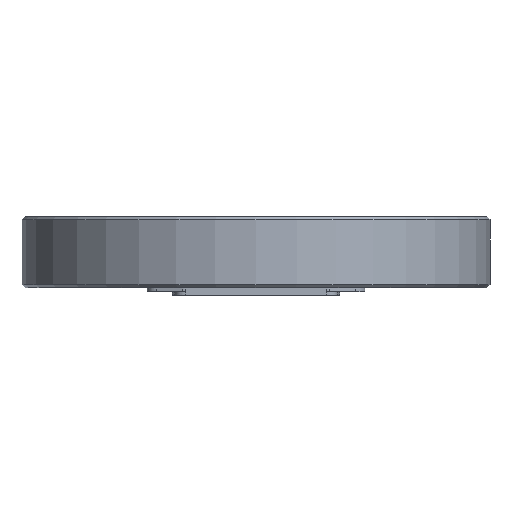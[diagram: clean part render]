
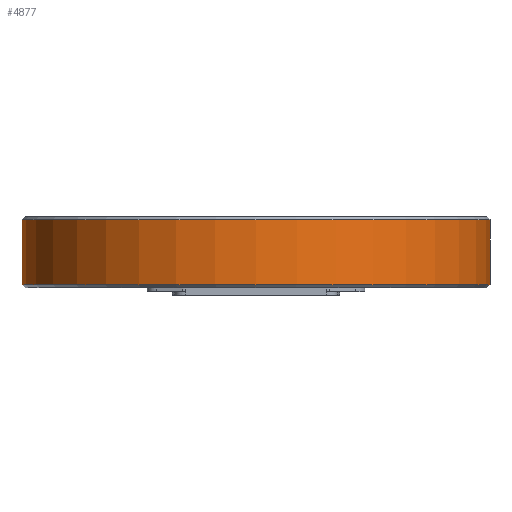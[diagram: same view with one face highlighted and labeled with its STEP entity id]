
A CAD part, front view. The second image highlights one B-rep face of the part: STEP entity #4877.
In plain terms, the highlighted cylindrical face has radius 56.769 mm (diameter 113.538 mm), a partial arc.
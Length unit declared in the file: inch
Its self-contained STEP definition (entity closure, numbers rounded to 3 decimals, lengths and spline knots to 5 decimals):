
#2654 = EDGE_LOOP ( 'NONE', ( #14913, #14834, #14885, #14601 ) ) ;
#4494 = EDGE_CURVE ( 'NONE', #26914, #31503, #4578, .T. ) ;
#4498 = EDGE_CURVE ( 'NONE', #26953, #19483, #4585, .T. ) ;
#4578 = LINE ( 'NONE', #38604, #4583 ) ;
#4583 = VECTOR ( 'NONE', #38602, 39.37008 ) ;
#4585 = LINE ( 'NONE', #38603, #4589 ) ;
#4589 = VECTOR ( 'NONE', #38611, 39.37008 ) ;
#4877 = ADVANCED_FACE ( 'NONE', ( #5007 ), #5035, .T. ) ;
#5007 = FACE_OUTER_BOUND ( 'NONE', #2654, .T. ) ;
#5035 = CYLINDRICAL_SURFACE ( 'NONE', #39984, 2.235 ) ;
#6915 = AXIS2_PLACEMENT_3D ( 'NONE', #7394, #7395, #7396 ) ;
#6941 = AXIS2_PLACEMENT_3D ( 'NONE', #7444, #7445, #7446 ) ;
#7394 = CARTESIAN_POINT ( 'NONE',  ( -1.31971, 1.57019, -0.20603 ) ) ;
#7395 = DIRECTION ( 'NONE',  ( 0., 0., -1. ) ) ;
#7396 = DIRECTION ( 'NONE',  ( 0., -1., 0. ) ) ;
#7444 = CARTESIAN_POINT ( 'NONE',  ( -1.31971, 1.57019, 0.41397 ) ) ;
#7445 = DIRECTION ( 'NONE',  ( 0., 0., -1. ) ) ;
#7446 = DIRECTION ( 'NONE',  ( 1., 0., 0. ) ) ;
#8575 = CARTESIAN_POINT ( 'NONE',  ( 0.91529, 1.57019, 0.41397 ) ) ;
#8907 = CARTESIAN_POINT ( 'NONE',  ( -3.55471, 1.57019, -0.20603 ) ) ;
#8916 = CARTESIAN_POINT ( 'NONE',  ( 0.91529, 1.57019, -0.20603 ) ) ;
#14601 = ORIENTED_EDGE ( 'NONE', *, *, #29388, .T. ) ;
#14834 = ORIENTED_EDGE ( 'NONE', *, *, #29371, .F. ) ;
#14885 = ORIENTED_EDGE ( 'NONE', *, *, #4498, .T. ) ;
#14913 = ORIENTED_EDGE ( 'NONE', *, *, #4494, .F. ) ;
#19483 = VERTEX_POINT ( 'NONE', #8575 ) ;
#24059 = CARTESIAN_POINT ( 'NONE',  ( -1.31971, 1.57019, 0.38397 ) ) ;
#24060 = DIRECTION ( 'NONE',  ( 0., 0., 1. ) ) ;
#24061 = DIRECTION ( 'NONE',  ( 1., 0., 0. ) ) ;
#26914 = VERTEX_POINT ( 'NONE', #8907 ) ;
#26953 = VERTEX_POINT ( 'NONE', #8916 ) ;
#27720 = CARTESIAN_POINT ( 'NONE',  ( -3.55471, 1.57019, 0.41397 ) ) ;
#29371 = EDGE_CURVE ( 'NONE', #26953, #26914, #39225, .T. ) ;
#29388 = EDGE_CURVE ( 'NONE', #19483, #31503, #39244, .T. ) ;
#31503 = VERTEX_POINT ( 'NONE', #27720 ) ;
#38602 = DIRECTION ( 'NONE',  ( 0., 0., 1. ) ) ;
#38603 = CARTESIAN_POINT ( 'NONE',  ( 0.91529, 1.57019, 0.38397 ) ) ;
#38604 = CARTESIAN_POINT ( 'NONE',  ( -3.55471, 1.57019, 0.38397 ) ) ;
#38611 = DIRECTION ( 'NONE',  ( 0., 0., 1. ) ) ;
#39225 = CIRCLE ( 'NONE', #6915, 2.235 ) ;
#39244 = CIRCLE ( 'NONE', #6941, 2.235 ) ;
#39984 = AXIS2_PLACEMENT_3D ( 'NONE', #24059, #24060, #24061 ) ;
